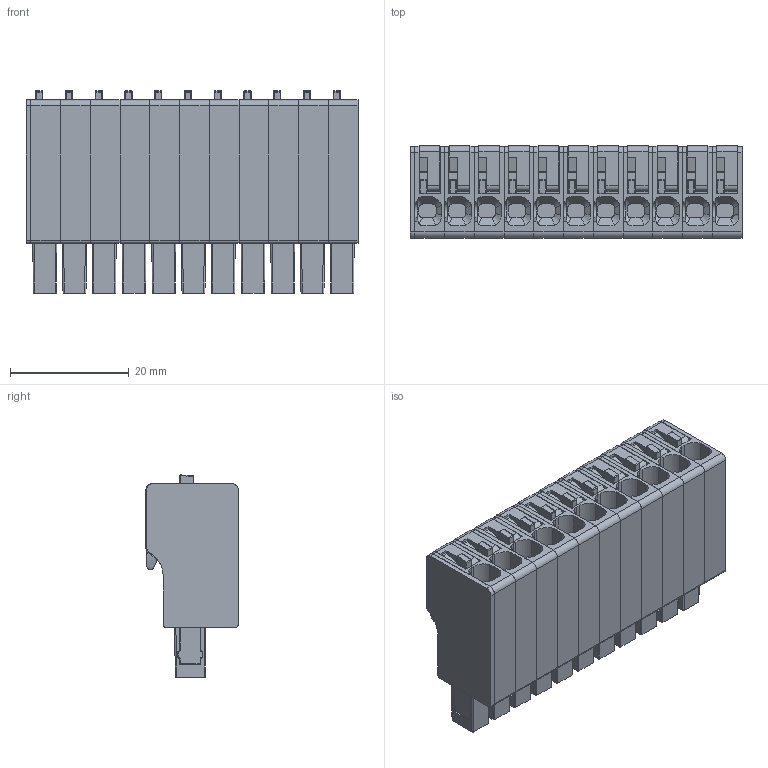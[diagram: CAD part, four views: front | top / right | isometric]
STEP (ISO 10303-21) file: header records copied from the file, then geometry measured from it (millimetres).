
FILE_DESCRIPTION(('CATIA V5R22 STEP214','CAx-IF Rec.Pracs.--- Model Styling and Organization---1.4--- 2014-01-23'),'2;1');
FILE_NAME ('D1463848_1', '2020-08-03T12:32:40+00:00', ('Weidmueller Interface'), ('Weidmueller'), 'CATIA Version 5-6 Release 2016 SP3 HF44', 'CATIA V5 STEP AP214', 'none');
FILE_SCHEMA(('AUTOMOTIVE_DESIGN { 1 0 10303 214 1 1 1 1 }'));
Products named in the file (1): 2741650000
Bounding box: 55.8 x 15.5 x 34 mm (x, y, z)
Volume: 19074.4 mm3; surface area: 20955.8 mm2
Topology: 34 solids, 34 shells, 2601 faces, 7162 edges, 4676 vertices
Faces by surface type: plane 1544, cylinder 887, sphere 88, cone 48, bspline 23, torus 11
Entity records: 85039 total; most frequent: CARTESIAN_POINT 22536, ORIENTED_EDGE 14060, DIRECTION 10566, EDGE_CURVE 7030, VERTEX_POINT 4654, VECTOR 4411, LINE 4411, AXIS2_PLACEMENT_3D 3778
